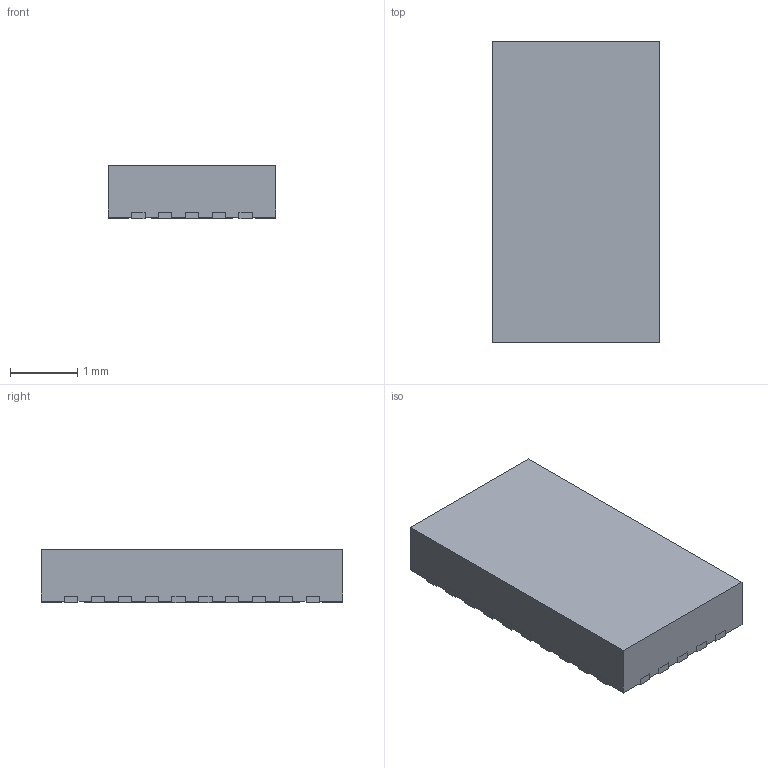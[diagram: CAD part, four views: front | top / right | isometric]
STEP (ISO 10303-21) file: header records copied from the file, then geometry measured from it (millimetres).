
FILE_DESCRIPTION((''),'2;1');
FILE_NAME('RNH0030A_ASM','2017-10-23T11:44:39',('a0412086'),(''),'CREO PARAMETRIC BY PTC INC, 2017260','CREO PARAMETRIC BY PTC INC, 2017260','');
FILE_SCHEMA(('AUTOMOTIVE_DESIGN { 1 0 10303 214 1 1 1 1 }'));
Length unit declared in the file: millimetre
Products named in the file (4): BODY-QFN; FRAME-RNH0030A; PIN1-ID; RNH0030A_ASM
Assembly tree (3 placements, depth 2):
  RNH0030A_ASM
    BODY-QFN
    FRAME-RNH0030A
    PIN1-ID
Bounding box: 2.5 x 4.5 x 0.8 mm (x, y, z)
Volume: 8.9 mm3; surface area: 55.5 mm2
Topology: 32 solids, 32 shells, 361 faces, 882 edges, 588 vertices
Faces by surface type: plane 285, cylinder 76
Entity records: 13944 total; most frequent: CARTESIAN_POINT 1881, DIRECTION 1822, ORIENTED_EDGE 1764, PRESENTATION_STYLE_ASSIGNMENT 945, STYLED_ITEM 915, CURVE_STYLE 882, EDGE_CURVE 882, VECTOR 730
